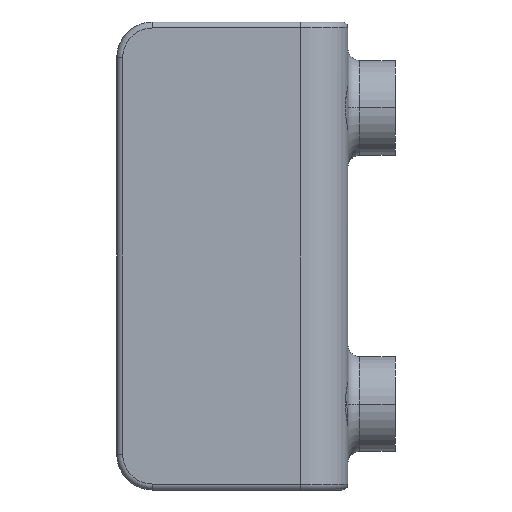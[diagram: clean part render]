
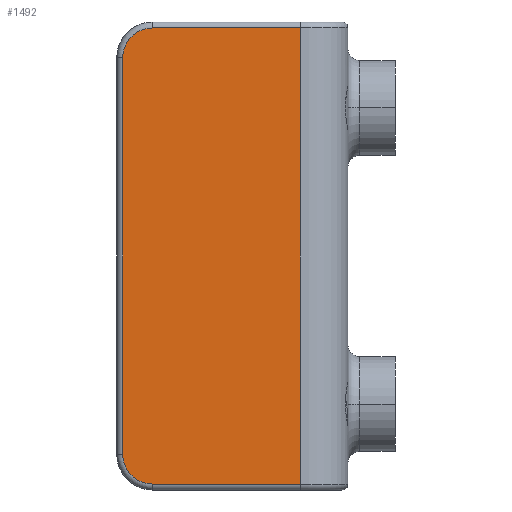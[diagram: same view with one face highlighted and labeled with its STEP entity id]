
A CAD part, left-side view. The second image highlights one B-rep face of the part: STEP entity #1492.
In plain terms, the highlighted planar face has unit normal (-1, 0, 0).
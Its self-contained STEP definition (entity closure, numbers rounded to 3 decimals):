
#39 = CARTESIAN_POINT ( 'NONE',  ( -20.75, 6.75, 16.75 ) ) ;
#40 = LINE ( 'NONE', #1742, #2298 ) ;
#76 = VERTEX_POINT ( 'NONE', #2714 ) ;
#127 = AXIS2_PLACEMENT_3D ( 'NONE', #515, #1243, #2566 ) ;
#134 = CIRCLE ( 'NONE', #2090, 2.5 ) ;
#150 = DIRECTION ( 'NONE',  ( 0., 0., 1. ) ) ;
#193 = DIRECTION ( 'NONE',  ( 1., 0., 0. ) ) ;
#264 = CARTESIAN_POINT ( 'NONE',  ( -20.75, 9.25, 16.75 ) ) ;
#269 = CARTESIAN_POINT ( 'NONE',  ( -20.75, 9.25, 19.75 ) ) ;
#394 = ORIENTED_EDGE ( 'NONE', *, *, #2038, .F. ) ;
#500 = CARTESIAN_POINT ( 'NONE',  ( -20.75, 6.75, -16.75 ) ) ;
#502 = EDGE_CURVE ( 'NONE', #2165, #1006, #1162, .T. ) ;
#515 = CARTESIAN_POINT ( 'NONE',  ( -20.75, 9.75, 19.75 ) ) ;
#563 = AXIS2_PLACEMENT_3D ( 'NONE', #39, #193, #1183 ) ;
#577 = VECTOR ( 'NONE', #681, 1000. ) ;
#681 = DIRECTION ( 'NONE',  ( 0., 1., 0. ) ) ;
#770 = CARTESIAN_POINT ( 'NONE',  ( -20.75, -5.75, 19.25 ) ) ;
#881 = ORIENTED_EDGE ( 'NONE', *, *, #502, .T. ) ;
#934 = EDGE_LOOP ( 'NONE', ( #394, #1026, #1075, #881, #2823, #2770 ) ) ;
#1006 = VERTEX_POINT ( 'NONE', #1254 ) ;
#1026 = ORIENTED_EDGE ( 'NONE', *, *, #2822, .T. ) ;
#1075 = ORIENTED_EDGE ( 'NONE', *, *, #1127, .T. ) ;
#1127 = EDGE_CURVE ( 'NONE', #76, #2165, #40, .T. ) ;
#1154 = LINE ( 'NONE', #269, #2218 ) ;
#1156 = DIRECTION ( 'NONE',  ( 0., 1., 0. ) ) ;
#1162 = LINE ( 'NONE', #1329, #577 ) ;
#1183 = DIRECTION ( 'NONE',  ( 0., 1., 0. ) ) ;
#1205 = LINE ( 'NONE', #1364, #2340 ) ;
#1243 = DIRECTION ( 'NONE',  ( 1., 0., 0. ) ) ;
#1254 = CARTESIAN_POINT ( 'NONE',  ( -20.75, 6.75, 19.25 ) ) ;
#1324 = EDGE_CURVE ( 'NONE', #2341, #2107, #1154, .T. ) ;
#1329 = CARTESIAN_POINT ( 'NONE',  ( -20.75, 9.75, 19.25 ) ) ;
#1364 = CARTESIAN_POINT ( 'NONE',  ( -20.75, 9.75, -19.25 ) ) ;
#1492 = ADVANCED_FACE ( 'NONE', ( #1886 ), #1635, .F. ) ;
#1634 = CARTESIAN_POINT ( 'NONE',  ( -20.75, 6.75, -19.25 ) ) ;
#1635 = PLANE ( 'NONE',  #127 ) ;
#1738 = CIRCLE ( 'NONE', #563, 2.5 ) ;
#1742 = CARTESIAN_POINT ( 'NONE',  ( -20.75, -5.75, 19.75 ) ) ;
#1886 = FACE_OUTER_BOUND ( 'NONE', #934, .T. ) ;
#2038 = EDGE_CURVE ( 'NONE', #2377, #2107, #134, .T. ) ;
#2090 = AXIS2_PLACEMENT_3D ( 'NONE', #500, #2382, #1156 ) ;
#2106 = EDGE_CURVE ( 'NONE', #2341, #1006, #1738, .T. ) ;
#2107 = VERTEX_POINT ( 'NONE', #2789 ) ;
#2165 = VERTEX_POINT ( 'NONE', #770 ) ;
#2218 = VECTOR ( 'NONE', #2467, 1000. ) ;
#2298 = VECTOR ( 'NONE', #150, 1000. ) ;
#2341 = VERTEX_POINT ( 'NONE', #264 ) ;
#2340 = VECTOR ( 'NONE', #2648, 1000. ) ;
#2377 = VERTEX_POINT ( 'NONE', #1634 ) ;
#2382 = DIRECTION ( 'NONE',  ( 1., 0., 0. ) ) ;
#2467 = DIRECTION ( 'NONE',  ( 0., 0., -1. ) ) ;
#2566 = DIRECTION ( 'NONE',  ( 0., 1., 0. ) ) ;
#2648 = DIRECTION ( 'NONE',  ( 0., -1., 0. ) ) ;
#2714 = CARTESIAN_POINT ( 'NONE',  ( -20.75, -5.75, -19.25 ) ) ;
#2770 = ORIENTED_EDGE ( 'NONE', *, *, #1324, .T. ) ;
#2789 = CARTESIAN_POINT ( 'NONE',  ( -20.75, 9.25, -16.75 ) ) ;
#2822 = EDGE_CURVE ( 'NONE', #2377, #76, #1205, .T. ) ;
#2823 = ORIENTED_EDGE ( 'NONE', *, *, #2106, .F. ) ;
